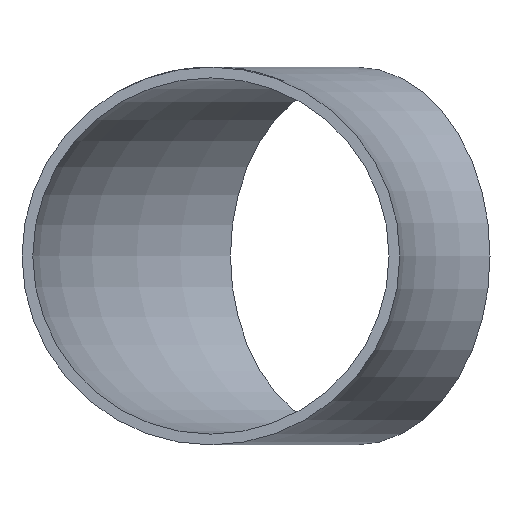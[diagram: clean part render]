
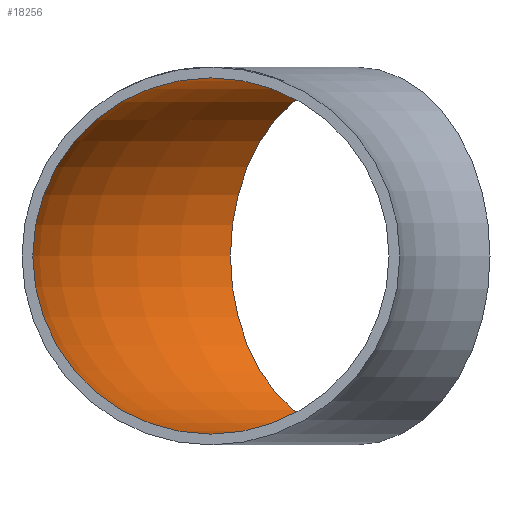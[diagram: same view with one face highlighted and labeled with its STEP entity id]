
A CAD part, front view. The second image highlights one B-rep face of the part: STEP entity #18256.
In plain terms, the highlighted toroidal (fillet/blend) face has major radius 92 mm and minor radius 33 mm.
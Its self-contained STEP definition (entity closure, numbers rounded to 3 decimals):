
#690 = AXIS2_PLACEMENT_3D ( 'NONE', #7038, #8258, #6848 ) ;
#924 = DIRECTION ( 'NONE',  ( 0., 0., 1. ) ) ;
#1016 = DIRECTION ( 'NONE',  ( 0., 1., 0. ) ) ;
#2394 = EDGE_CURVE ( 'NONE', #9342, #9342, #17992, .T. ) ;
#2593 = CARTESIAN_POINT ( 'NONE',  ( 0., 0., 0. ) ) ;
#3496 = CARTESIAN_POINT ( 'NONE',  ( -92., 0., 33. ) ) ;
#5612 = TOROIDAL_SURFACE ( 'NONE', #16103, 92., 33. ) ;
#6156 = EDGE_LOOP ( 'NONE', ( #7048 ) ) ;
#6258 = AXIS2_PLACEMENT_3D ( 'NONE', #10822, #1016, #924 ) ;
#6848 = DIRECTION ( 'NONE',  ( -0.707, 0.707, 0. ) ) ;
#7038 = CARTESIAN_POINT ( 'NONE',  ( -65.054, 65.054, 0. ) ) ;
#7048 = ORIENTED_EDGE ( 'NONE', *, *, #2394, .F. ) ;
#8258 = DIRECTION ( 'NONE',  ( 0.707, 0.707, 0. ) ) ;
#8341 = DIRECTION ( 'NONE',  ( 0., 0., -1. ) ) ;
#9290 = EDGE_CURVE ( 'NONE', #13565, #13565, #17520, .T. ) ;
#9342 = VERTEX_POINT ( 'NONE', #3496 ) ;
#10822 = CARTESIAN_POINT ( 'NONE',  ( -92., 0., 0. ) ) ;
#11175 = FACE_OUTER_BOUND ( 'NONE', #6156, .T. ) ;
#13565 = VERTEX_POINT ( 'NONE', #15067 ) ;
#13839 = ORIENTED_EDGE ( 'NONE', *, *, #9290, .T. ) ;
#15067 = CARTESIAN_POINT ( 'NONE',  ( -88.388, 88.388, 0. ) ) ;
#15832 = DIRECTION ( 'NONE',  ( -1., 0., 0. ) ) ;
#16103 = AXIS2_PLACEMENT_3D ( 'NONE', #2593, #8341, #15832 ) ;
#16108 = EDGE_LOOP ( 'NONE', ( #13839 ) ) ;
#17520 = CIRCLE ( 'NONE', #690, 33. ) ;
#17992 = CIRCLE ( 'NONE', #6258, 33. ) ;
#18256 = ADVANCED_FACE ( 'NONE', ( #18324, #11175 ), #5612, .F. ) ;
#18324 = FACE_OUTER_BOUND ( 'NONE', #16108, .T. ) ;
